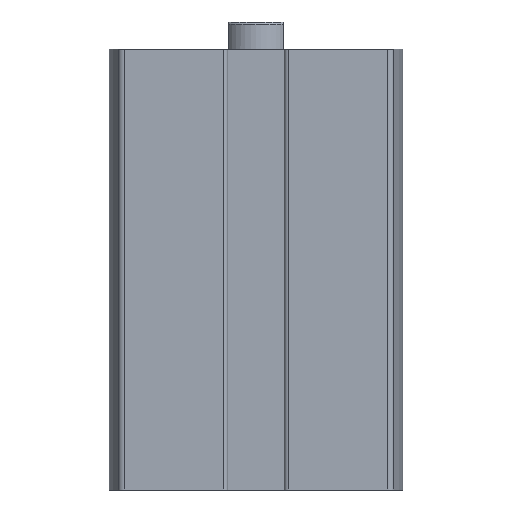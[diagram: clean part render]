
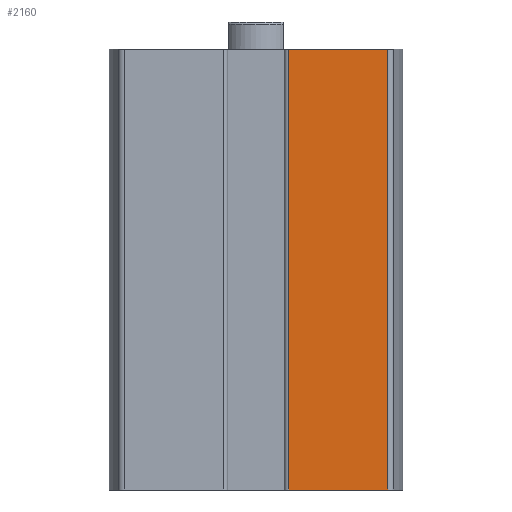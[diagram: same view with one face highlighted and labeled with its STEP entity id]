
A CAD part, front view. The second image highlights one B-rep face of the part: STEP entity #2160.
In plain terms, the highlighted planar face has unit normal (0, -1, 0).
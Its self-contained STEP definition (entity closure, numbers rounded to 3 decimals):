
#280=ORIENTED_EDGE('',*,*,#864,.T.);
#281=ORIENTED_EDGE('',*,*,#865,.F.);
#282=ORIENTED_EDGE('',*,*,#866,.F.);
#283=ORIENTED_EDGE('',*,*,#867,.T.);
#864=EDGE_CURVE('',#1156,#1157,#1377,.T.);
#865=EDGE_CURVE('',#1158,#1157,#1378,.T.);
#866=EDGE_CURVE('',#1159,#1158,#1379,.T.);
#867=EDGE_CURVE('',#1159,#1156,#1380,.T.);
#1156=VERTEX_POINT('',#3393);
#1157=VERTEX_POINT('',#3394);
#1158=VERTEX_POINT('',#3396);
#1159=VERTEX_POINT('',#3398);
#1377=LINE('',#3392,#1511);
#1378=LINE('',#3395,#1512);
#1379=LINE('',#3397,#1513);
#1380=LINE('',#3399,#1514);
#1511=VECTOR('',#2647,1000.);
#1512=VECTOR('',#2648,1000.);
#1513=VECTOR('',#2649,1000.);
#1514=VECTOR('',#2650,1000.);
#1642=EDGE_LOOP('',(#280,#281,#282,#283));
#1870=FACE_BOUND('',#1642,.T.);
#2099=PLANE('',#2334);
#2160=ADVANCED_FACE('',(#1870),#2099,.F.);
#2334=AXIS2_PLACEMENT_3D('',#3391,#2645,#2646);
#2645=DIRECTION('',(0.,1.,0.));
#2646=DIRECTION('',(0.,0.,1.));
#2647=DIRECTION('',(1.,0.,0.));
#2648=DIRECTION('',(0.,0.,-1.));
#2649=DIRECTION('',(1.,0.,0.));
#2650=DIRECTION('',(0.,0.,-1.));
#3391=CARTESIAN_POINT('',(-12.1,-13.5,40.5));
#3392=CARTESIAN_POINT('',(-12.1,-13.5,0.));
#3393=CARTESIAN_POINT('',(3.,-13.5,0.));
#3394=CARTESIAN_POINT('',(12.1,-13.5,0.));
#3395=CARTESIAN_POINT('',(12.1,-13.5,40.5));
#3396=CARTESIAN_POINT('',(12.1,-13.5,40.5));
#3397=CARTESIAN_POINT('',(-12.1,-13.5,40.5));
#3398=CARTESIAN_POINT('',(3.,-13.5,40.5));
#3399=CARTESIAN_POINT('',(3.,-13.5,40.5));
